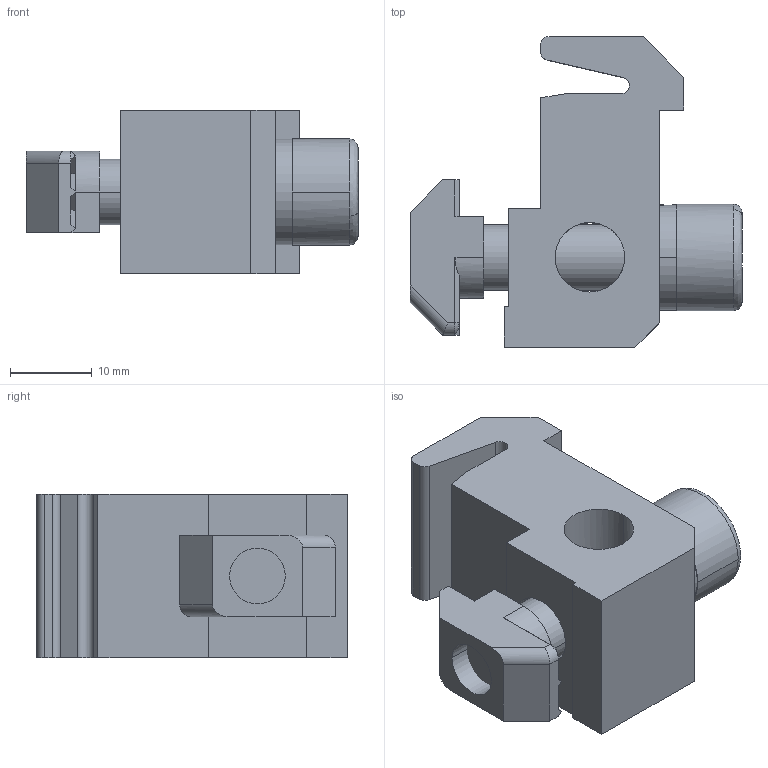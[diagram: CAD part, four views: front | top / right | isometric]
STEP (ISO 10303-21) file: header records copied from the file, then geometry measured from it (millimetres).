
FILE_DESCRIPTION (( 'STEP AP214' ), '1' );
FILE_NAME ('AL-SPS.CL40.A Çàæèì òèï À.STEP', '2026-03-10T13:00:56', ( '' ), ( '' ), 'SwSTEP 2.0', 'SolidWorks 2021', '' );
FILE_SCHEMA (( 'AUTOMOTIVE_DESIGN' ));
Length unit declared in the file: millimetre
Products named in the file (1): AL-SPS.CL40.A Çàæèì òèï À
Bounding box: 40.6 x 38 x 20 mm (x, y, z)
Surface area: 6574.7 mm2 (no closed solid volume)
Topology: 0 solids, 5 shells, 107 faces, 282 edges, 177 vertices
Faces by surface type: plane 77, cylinder 24, cone 4, bspline 2
Entity records: 3667 total; most frequent: CARTESIAN_POINT 1045, ORIENTED_EDGE 529, DIRECTION 509, EDGE_CURVE 279, LINE 193, VECTOR 193, VERTEX_POINT 177, AXIS2_PLACEMENT_3D 158
